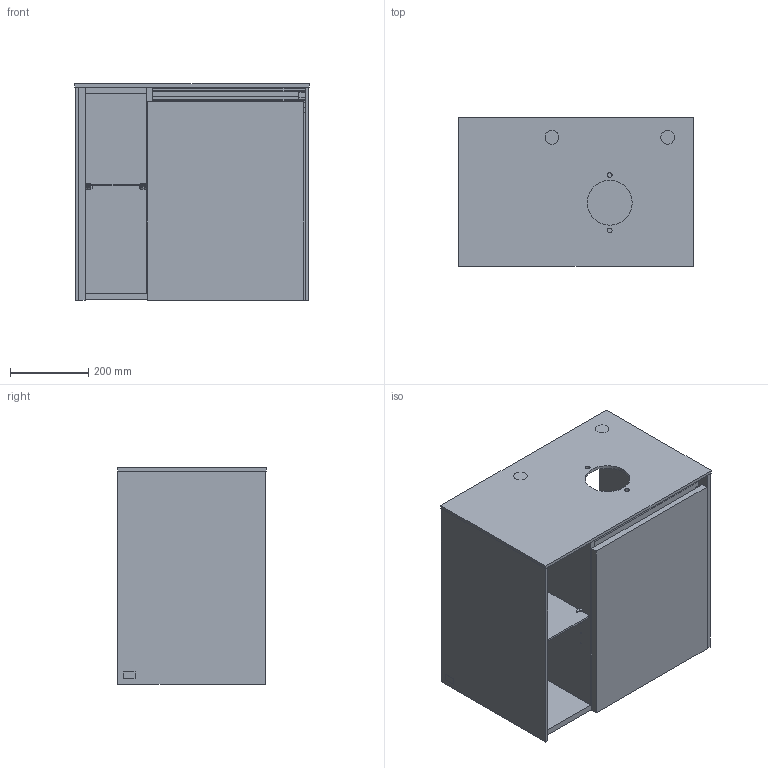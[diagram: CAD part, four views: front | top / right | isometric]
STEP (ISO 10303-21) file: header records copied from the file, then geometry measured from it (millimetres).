
FILE_DESCRIPTION(/* description */ (''),/* implementation_level */ '2;1');
FILE_NAME(/* name */ 'CA151_C15100_RFS.stp',/* time_stamp */ '2023-09-01T10:00:45+02:00',/* author */ ('KittsteinerD'),/* organization */ (''),/* preprocessor_version */ 'ST-DEVELOPER v18.1',/* originating_system */ 'Autodesk Inventor 2021',/* authorisation */ '');
FILE_SCHEMA (('AUTOMOTIVE_DESIGN { 1 0 10303 214 3 1 1 }'));
Length unit declared in the file: millimetre
Products named in the file (38): CA151_C15100_RFS; CA151_C15100_RFS_1; CA151_C15100_RFS_1_1; CA151_C15100_RFS_2; CA151_C15100_RFS_3; CA151_C15100_RFS_4; CA151_C15100_RFS_5; CA151_C15100_RFS_6; CA151_C15100_RFS_7; CA151_C15100_RFS_8; CA151_C15100_RFS_9; CA151_C15100_RFS_10; CA151_C15100_RFS_11; CA151_C15100_RFS_12; CA151_C15100_RFS_13; CA151_C15100_RFS_14; CA151_C15100_RFS_15; CA151_C15100_RFS_16; CA151_C15100_RFS_17; CA151_C15100_RFS_18; CA151_C15100_RFS_19; CA151_C15100_RFS_20; CA151_C15100_RFS_21; CA151_C15100_RFS_22; CA151_C15100_RFS_23; CA151_C15100_RFS_24; CA151_C15100_RFS_25; CA151_C15100_RFS_26; CA151_C15100_RFS_27; CA151_C15100_RFS_28; CA151_C15100_RFS_29; CA151_C15100_RFS_30; CA151_C15100_RFS_31; CA151_C15100_RFS_32; CA151_C15100_RFS_33; CA151_C15100_RFS_34; CA151_C15100_RFS_35; CA151_C15100_RFS_36
Assembly tree (37 placements, depth 2):
  CA151_C15100_RFS
    CA151_C15100_RFS_1
    CA151_C15100_RFS_1_1
    CA151_C15100_RFS_2
    CA151_C15100_RFS_3
    CA151_C15100_RFS_4
    CA151_C15100_RFS_5
    CA151_C15100_RFS_6
    CA151_C15100_RFS_7
    CA151_C15100_RFS_8
    CA151_C15100_RFS_9
    CA151_C15100_RFS_10
    CA151_C15100_RFS_11
    CA151_C15100_RFS_12
    CA151_C15100_RFS_13
    CA151_C15100_RFS_14
    CA151_C15100_RFS_15
    CA151_C15100_RFS_16
    CA151_C15100_RFS_17
    CA151_C15100_RFS_18
    CA151_C15100_RFS_19
    CA151_C15100_RFS_20
    CA151_C15100_RFS_21
    CA151_C15100_RFS_22
    CA151_C15100_RFS_23
    CA151_C15100_RFS_24
    CA151_C15100_RFS_25
    CA151_C15100_RFS_26
    CA151_C15100_RFS_27
    CA151_C15100_RFS_28
    CA151_C15100_RFS_29
    CA151_C15100_RFS_30
    CA151_C15100_RFS_31
    CA151_C15100_RFS_32
    CA151_C15100_RFS_33
    CA151_C15100_RFS_34
    CA151_C15100_RFS_35
    CA151_C15100_RFS_36
Bounding box: 600 x 380 x 554 mm (x, y, z)
Volume: 25950338 mm3; surface area: 4497864.8 mm2
Topology: 37 solids, 37 shells, 1161 faces, 3044 edges, 2036 vertices
Faces by surface type: plane 759, cylinder 344, bspline 26, cone 20, torus 12
Full cylindrical faces by diameter (mm): 3 x36, 4.6 x4, 5 x4, 12 x2
Entity records: 38667 total; most frequent: CARTESIAN_POINT 7950, DIRECTION 6168, ORIENTED_EDGE 6088, EDGE_CURVE 3044, LINE 2104, VECTOR 2104, VERTEX_POINT 2036, AXIS2_PLACEMENT_3D 2032
